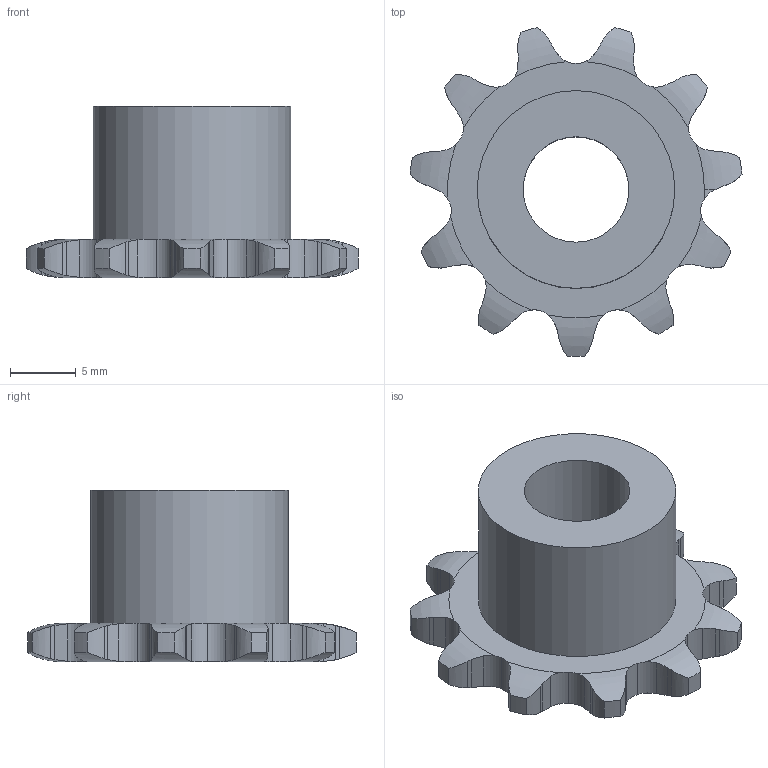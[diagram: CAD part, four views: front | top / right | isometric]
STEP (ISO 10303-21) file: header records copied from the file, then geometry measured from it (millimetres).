
FILE_DESCRIPTION(('FreeCAD Model'),'2;1');
FILE_NAME('Open CASCADE Shape Model','2021-04-01T21:12:22',('FreeCAD'),( 'FreeCAD'),'Open CASCADE STEP processor 7.4','FreeCAD','Unknown');
FILE_SCHEMA(('AUTOMOTIVE_DESIGN { 1 0 10303 214 1 1 1 1 }'));
Length unit declared in the file: millimetre
Products named in the file (1): Open CASCADE STEP translator 7.4 4
Bounding box: 25.19 x 24.95 x 13 mm (x, y, z)
Volume: 2207 mm3; surface area: 1724.5 mm2
Topology: 1 solids, 1 shells, 129 faces, 376 edges, 251 vertices
Faces by surface type: cylinder 79, plane 26, torus 24
Full cylindrical faces by diameter (mm): 8 x1, 15 x1
Entity records: 11520 total; most frequent: CARTESIAN_POINT 5127, DIRECTION 882, ORIENTED_EDGE 752, PCURVE 752, DEFINITIONAL_REPRESENTATION 752, B_SPLINE_CURVE_WITH_KNOTS 534, LINE 423, VECTOR 423
